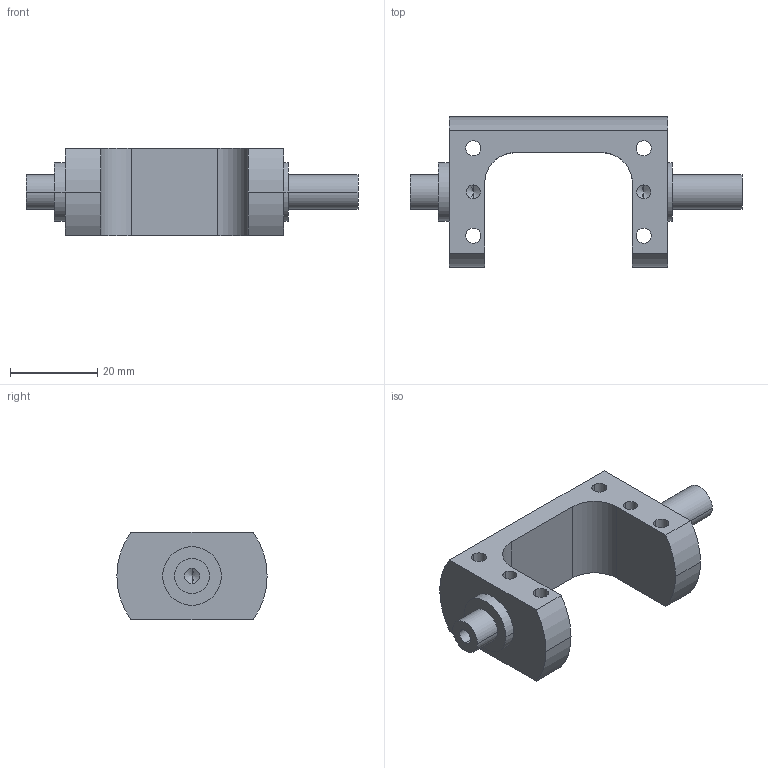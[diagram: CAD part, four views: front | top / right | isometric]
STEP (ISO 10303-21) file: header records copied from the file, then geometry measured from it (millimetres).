
FILE_DESCRIPTION (( 'STEP AP203' ), '1' );
FILE_NAME ('LAS-02-0006.step', '2020-09-30T00:21:54', ( '' ), ( '' ), 'SwSTEP 2.0', 'SolidWorks 2020', '' );
FILE_SCHEMA (( 'CONFIG_CONTROL_DESIGN' ));
Length unit declared in the file: millimetre
Products named in the file (1): LAS-02-0006
Bounding box: 76 x 34.41 x 20 mm (x, y, z)
Volume: 16317 mm3; surface area: 7424.8 mm2
Topology: 1 solids, 1 shells, 54 faces, 134 edges, 81 vertices
Faces by surface type: cylinder 33, plane 11, cone 10
Entity records: 1647 total; most frequent: DIRECTION 300, CARTESIAN_POINT 260, ORIENTED_EDGE 248, EDGE_CURVE 124, AXIS2_PLACEMENT_3D 121, VERTEX_POINT 81, EDGE_LOOP 71, CIRCLE 66
